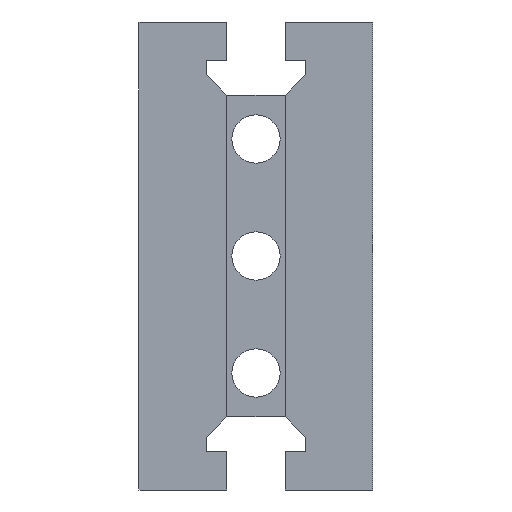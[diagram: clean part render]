
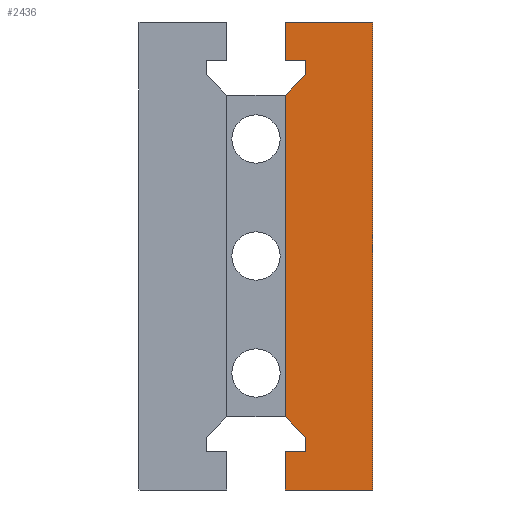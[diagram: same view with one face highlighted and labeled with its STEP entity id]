
A CAD part, front view. The second image highlights one B-rep face of the part: STEP entity #2436.
In plain terms, the highlighted planar face has unit normal (0, -1, 0).
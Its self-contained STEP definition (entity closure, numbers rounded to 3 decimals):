
#1336=VERTEX_POINT('',#3171);
#1340=EDGE_CURVE('',#2338,#2182,#3175,.T.);
#1344=EDGE_CURVE('',#1336,#1606,#3179,.T.);
#1606=VERTEX_POINT('',#3465);
#1618=EDGE_CURVE('',#2094,#2242,#3478,.T.);
#1824=EDGE_CURVE('',#2182,#1336,#3704,.T.);
#1960=VERTEX_POINT('',#3849);
#2030=EDGE_CURVE('',#2106,#2612,#3923,.T.);
#2094=VERTEX_POINT('',#3991);
#2106=VERTEX_POINT('',#4005);
#2144=EDGE_CURVE('',#1960,#2420,#4047,.T.);
#2150=EDGE_CURVE('',#1606,#1960,#4054,.T.);
#2158=EDGE_CURVE('',#2450,#2420,#4063,.T.);
#2182=VERTEX_POINT('',#4097);
#2210=EDGE_CURVE('',#2612,#2578,#4128,.T.);
#2242=VERTEX_POINT('',#4162);
#2338=VERTEX_POINT('',#4266);
#2374=EDGE_CURVE('',#2578,#2338,#4307,.T.);
#2420=VERTEX_POINT('',#4355);
#2436=ADVANCED_FACE('',(#4373),#4374,.T.);
#2450=VERTEX_POINT('',#4391);
#2492=EDGE_CURVE('',#2450,#2094,#4435,.T.);
#2530=EDGE_CURVE('',#2242,#2106,#4475,.T.);
#2578=VERTEX_POINT('',#4525);
#2612=VERTEX_POINT('',#4560);
#3171=CARTESIAN_POINT('',(8.5,-20.0,6.5));
#3175=LINE('',#5319,#5320);
#3179=LINE('',#5327,#5328);
#3465=CARTESIAN_POINT('',(5.0,-20.0,6.5));
#3478=LINE('',#5759,#5760);
#3704=LINE('',#6080,#6081);
#3849=CARTESIAN_POINT('',(5.0,-20.,0.0));
#3923=LINE('',#6417,#6418);
#3991=CARTESIAN_POINT('',(5.0,-20.,80.0));
#4005=CARTESIAN_POINT('',(8.5,-20.0,73.5));
#4047=LINE('',#6596,#6597);
#4054=LINE('',#6605,#6606);
#4063=LINE('',#6620,#6621);
#4097=CARTESIAN_POINT('',(8.5,-20.0,9.));
#4128=LINE('',#6703,#6704);
#4162=CARTESIAN_POINT('',(5.0,-20.0,73.5));
#4266=CARTESIAN_POINT('',(5.0,-20.0,12.5));
#4307=LINE('',#6957,#6958);
#4355=CARTESIAN_POINT('',(20.0,-20.0,0.0));
#4373=FACE_OUTER_BOUND('',#7058,.T.);
#4374=PLANE('',#7059);
#4391=CARTESIAN_POINT('',(20.0,-20.,80.0));
#4435=LINE('',#7149,#7150);
#4475=LINE('',#7213,#7214);
#4525=CARTESIAN_POINT('',(5.0,-20.0,67.5));
#4560=CARTESIAN_POINT('',(8.5,-20.0,71.0));
#5319=CARTESIAN_POINT('',(5.0,-20.0,12.5));
#5320=VECTOR('',#7959,1000.0);
#5327=CARTESIAN_POINT('',(20.0,-20.0,6.5));
#5328=VECTOR('',#7961,1000.0);
#5759=CARTESIAN_POINT('',(5.0,-20.0,40.0));
#5760=VECTOR('',#8277,1000.0);
#6080=CARTESIAN_POINT('',(8.5,-20.0,40.0));
#6081=VECTOR('',#8513,1000.0);
#6417=CARTESIAN_POINT('',(8.5,-20.0,40.0));
#6418=VECTOR('',#8694,1000.0);
#6596=CARTESIAN_POINT('',(-1.285,-20.,0.0));
#6597=VECTOR('',#8828,1000.0);
#6605=CARTESIAN_POINT('',(5.0,-20.0,40.0));
#6606=VECTOR('',#8839,1000.0);
#6620=CARTESIAN_POINT('',(20.0,-20.0,40.0));
#6621=VECTOR('',#8850,1000.0);
#6703=CARTESIAN_POINT('',(8.5,-20.0,71.0));
#6704=VECTOR('',#8947,1000.0);
#6957=CARTESIAN_POINT('',(5.0,-20.0,40.0));
#6958=VECTOR('',#9147,1000.0);
#7058=EDGE_LOOP('',(#9203,#9204,#9205,#9206,#9207,#9208,#9209,#9210,#9211,#9212,#9213,#9214));
#7059=AXIS2_PLACEMENT_3D('',#9215,#9216,#9217);
#7149=CARTESIAN_POINT('',(20.0,-20.0,80.0));
#7150=VECTOR('',#9284,1000.0);
#7213=CARTESIAN_POINT('',(20.0,-20.0,73.5));
#7214=VECTOR('',#9312,1000.0);
#7959=DIRECTION('',(0.707,0.0,-0.707));
#7961=DIRECTION('',(-1.0,0.0,0.0));
#8277=DIRECTION('',(0.0,0.0,-1.0));
#8513=DIRECTION('',(0.0,0.0,-1.0));
#8694=DIRECTION('',(0.0,0.0,-1.0));
#8828=DIRECTION('',(1.0,0.0,0.0));
#8839=DIRECTION('',(0.0,0.0,-1.0));
#8850=DIRECTION('',(0.0,0.0,-1.0));
#8947=DIRECTION('',(-0.707,0.0,-0.707));
#9147=DIRECTION('',(0.0,0.0,-1.0));
#9203=ORIENTED_EDGE('',*,*,#2492,.T.);
#9204=ORIENTED_EDGE('',*,*,#1618,.T.);
#9205=ORIENTED_EDGE('',*,*,#2530,.T.);
#9206=ORIENTED_EDGE('',*,*,#2030,.T.);
#9207=ORIENTED_EDGE('',*,*,#2210,.T.);
#9208=ORIENTED_EDGE('',*,*,#2374,.T.);
#9209=ORIENTED_EDGE('',*,*,#1340,.T.);
#9210=ORIENTED_EDGE('',*,*,#1824,.T.);
#9211=ORIENTED_EDGE('',*,*,#1344,.T.);
#9212=ORIENTED_EDGE('',*,*,#2150,.T.);
#9213=ORIENTED_EDGE('',*,*,#2144,.T.);
#9214=ORIENTED_EDGE('',*,*,#2158,.F.);
#9215=CARTESIAN_POINT('',(20.0,-20.0,40.0));
#9216=DIRECTION('',(0.0,-1.0,0.0));
#9217=DIRECTION('',(0.0,0.0,-1.0));
#9284=DIRECTION('',(-1.0,0.0,0.0));
#9312=DIRECTION('',(1.0,0.0,0.0));
